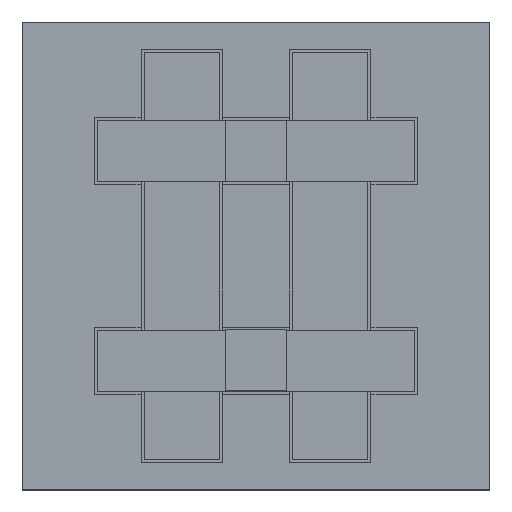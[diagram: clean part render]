
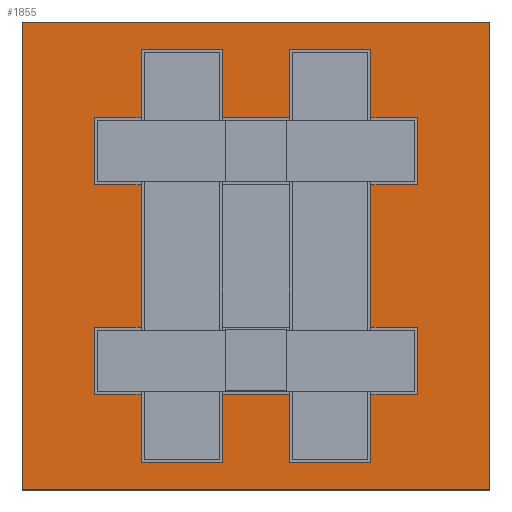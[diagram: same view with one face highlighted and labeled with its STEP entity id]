
A CAD part, top view. The second image highlights one B-rep face of the part: STEP entity #1855.
In plain terms, the highlighted planar face has unit normal (0, 0, 1).
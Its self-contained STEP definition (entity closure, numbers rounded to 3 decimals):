
#23=FACE_BOUND('',#181,.T.);
#77=FACE_OUTER_BOUND('',#180,.T.);
#180=EDGE_LOOP('',(#1423,#1424,#1425,#1426));
#181=EDGE_LOOP('',(#1427,#1428,#1429,#1430,#1431,#1432,#1433,#1434,#1435,
#1436,#1437,#1438,#1439,#1440,#1441,#1442,#1443,#1444,#1445,#1446,#1447,
#1448,#1449,#1450,#1451,#1452,#1453,#1454));
#235=LINE('',#2507,#495);
#239=LINE('',#2514,#499);
#242=LINE('',#2520,#502);
#249=LINE('',#2536,#509);
#253=LINE('',#2543,#513);
#256=LINE('',#2549,#516);
#263=LINE('',#2565,#523);
#267=LINE('',#2572,#527);
#270=LINE('',#2578,#530);
#277=LINE('',#2594,#537);
#281=LINE('',#2601,#541);
#284=LINE('',#2607,#544);
#299=LINE('',#2639,#559);
#307=LINE('',#2656,#567);
#321=LINE('',#2682,#581);
#322=LINE('',#2685,#582);
#326=LINE('',#2691,#586);
#329=LINE('',#2697,#589);
#330=LINE('',#2700,#590);
#334=LINE('',#2706,#594);
#335=LINE('',#2709,#595);
#340=LINE('',#2718,#600);
#346=LINE('',#2729,#606);
#347=LINE('',#2732,#607);
#351=LINE('',#2739,#611);
#353=LINE('',#2742,#613);
#355=LINE('',#2746,#615);
#357=LINE('',#2749,#617);
#361=LINE('',#2759,#621);
#364=LINE('',#2765,#624);
#367=LINE('',#2771,#627);
#370=LINE('',#2775,#630);
#495=VECTOR('',#2036,10.);
#499=VECTOR('',#2042,10.);
#502=VECTOR('',#2047,10.);
#509=VECTOR('',#2060,10.);
#513=VECTOR('',#2066,10.);
#516=VECTOR('',#2071,10.);
#523=VECTOR('',#2084,10.);
#527=VECTOR('',#2090,10.);
#530=VECTOR('',#2095,10.);
#537=VECTOR('',#2108,10.);
#541=VECTOR('',#2114,10.);
#544=VECTOR('',#2119,10.);
#559=VECTOR('',#2144,10.);
#567=VECTOR('',#2158,10.);
#581=VECTOR('',#2180,10.);
#582=VECTOR('',#2183,10.);
#586=VECTOR('',#2189,10.);
#589=VECTOR('',#2194,10.);
#590=VECTOR('',#2197,10.);
#594=VECTOR('',#2203,10.);
#595=VECTOR('',#2206,10.);
#600=VECTOR('',#2213,10.);
#606=VECTOR('',#2225,10.);
#607=VECTOR('',#2228,10.);
#611=VECTOR('',#2236,10.);
#613=VECTOR('',#2240,10.);
#615=VECTOR('',#2246,10.);
#617=VECTOR('',#2250,10.);
#621=VECTOR('',#2258,10.);
#624=VECTOR('',#2263,10.);
#627=VECTOR('',#2268,10.);
#630=VECTOR('',#2273,10.);
#755=VERTEX_POINT('',#2505);
#756=VERTEX_POINT('',#2506);
#758=VERTEX_POINT('',#2513);
#760=VERTEX_POINT('',#2519);
#765=VERTEX_POINT('',#2534);
#766=VERTEX_POINT('',#2535);
#768=VERTEX_POINT('',#2542);
#770=VERTEX_POINT('',#2548);
#775=VERTEX_POINT('',#2563);
#776=VERTEX_POINT('',#2564);
#778=VERTEX_POINT('',#2571);
#780=VERTEX_POINT('',#2577);
#785=VERTEX_POINT('',#2592);
#786=VERTEX_POINT('',#2593);
#788=VERTEX_POINT('',#2600);
#790=VERTEX_POINT('',#2606);
#801=VERTEX_POINT('',#2637);
#802=VERTEX_POINT('',#2638);
#807=VERTEX_POINT('',#2654);
#808=VERTEX_POINT('',#2655);
#816=VERTEX_POINT('',#2680);
#817=VERTEX_POINT('',#2684);
#820=VERTEX_POINT('',#2695);
#821=VERTEX_POINT('',#2699);
#823=VERTEX_POINT('',#2708);
#826=VERTEX_POINT('',#2716);
#828=VERTEX_POINT('',#2727);
#829=VERTEX_POINT('',#2731);
#833=VERTEX_POINT('',#2756);
#834=VERTEX_POINT('',#2758);
#836=VERTEX_POINT('',#2764);
#838=VERTEX_POINT('',#2770);
#923=EDGE_CURVE('',#755,#756,#235,.T.);
#927=EDGE_CURVE('',#758,#755,#239,.T.);
#930=EDGE_CURVE('',#760,#758,#242,.T.);
#937=EDGE_CURVE('',#765,#766,#249,.T.);
#941=EDGE_CURVE('',#768,#765,#253,.T.);
#944=EDGE_CURVE('',#770,#768,#256,.T.);
#951=EDGE_CURVE('',#775,#776,#263,.T.);
#955=EDGE_CURVE('',#778,#775,#267,.T.);
#958=EDGE_CURVE('',#780,#778,#270,.T.);
#965=EDGE_CURVE('',#785,#786,#277,.T.);
#969=EDGE_CURVE('',#788,#785,#281,.T.);
#972=EDGE_CURVE('',#790,#788,#284,.T.);
#987=EDGE_CURVE('',#801,#802,#299,.T.);
#995=EDGE_CURVE('',#807,#808,#307,.T.);
#1009=EDGE_CURVE('',#776,#816,#321,.T.);
#1010=EDGE_CURVE('',#817,#760,#322,.T.);
#1014=EDGE_CURVE('',#756,#780,#326,.T.);
#1017=EDGE_CURVE('',#786,#820,#329,.T.);
#1018=EDGE_CURVE('',#821,#770,#330,.T.);
#1022=EDGE_CURVE('',#766,#790,#334,.T.);
#1023=EDGE_CURVE('',#823,#807,#335,.T.);
#1028=EDGE_CURVE('',#802,#826,#340,.T.);
#1034=EDGE_CURVE('',#808,#828,#346,.T.);
#1035=EDGE_CURVE('',#829,#801,#347,.T.);
#1039=EDGE_CURVE('',#820,#829,#351,.T.);
#1041=EDGE_CURVE('',#828,#821,#353,.T.);
#1043=EDGE_CURVE('',#826,#817,#355,.T.);
#1045=EDGE_CURVE('',#816,#823,#357,.T.);
#1049=EDGE_CURVE('',#834,#833,#361,.T.);
#1052=EDGE_CURVE('',#836,#834,#364,.T.);
#1055=EDGE_CURVE('',#838,#836,#367,.T.);
#1058=EDGE_CURVE('',#833,#838,#370,.T.);
#1423=ORIENTED_EDGE('',*,*,#1058,.T.);
#1424=ORIENTED_EDGE('',*,*,#1055,.T.);
#1425=ORIENTED_EDGE('',*,*,#1052,.T.);
#1426=ORIENTED_EDGE('',*,*,#1049,.T.);
#1427=ORIENTED_EDGE('',*,*,#923,.T.);
#1428=ORIENTED_EDGE('',*,*,#1014,.T.);
#1429=ORIENTED_EDGE('',*,*,#958,.T.);
#1430=ORIENTED_EDGE('',*,*,#955,.T.);
#1431=ORIENTED_EDGE('',*,*,#951,.T.);
#1432=ORIENTED_EDGE('',*,*,#1009,.T.);
#1433=ORIENTED_EDGE('',*,*,#1045,.T.);
#1434=ORIENTED_EDGE('',*,*,#1023,.T.);
#1435=ORIENTED_EDGE('',*,*,#995,.T.);
#1436=ORIENTED_EDGE('',*,*,#1034,.T.);
#1437=ORIENTED_EDGE('',*,*,#1041,.T.);
#1438=ORIENTED_EDGE('',*,*,#1018,.T.);
#1439=ORIENTED_EDGE('',*,*,#944,.T.);
#1440=ORIENTED_EDGE('',*,*,#941,.T.);
#1441=ORIENTED_EDGE('',*,*,#937,.T.);
#1442=ORIENTED_EDGE('',*,*,#1022,.T.);
#1443=ORIENTED_EDGE('',*,*,#972,.T.);
#1444=ORIENTED_EDGE('',*,*,#969,.T.);
#1445=ORIENTED_EDGE('',*,*,#965,.T.);
#1446=ORIENTED_EDGE('',*,*,#1017,.T.);
#1447=ORIENTED_EDGE('',*,*,#1039,.T.);
#1448=ORIENTED_EDGE('',*,*,#1035,.T.);
#1449=ORIENTED_EDGE('',*,*,#987,.T.);
#1450=ORIENTED_EDGE('',*,*,#1028,.T.);
#1451=ORIENTED_EDGE('',*,*,#1043,.T.);
#1452=ORIENTED_EDGE('',*,*,#1010,.T.);
#1453=ORIENTED_EDGE('',*,*,#930,.T.);
#1454=ORIENTED_EDGE('',*,*,#927,.T.);
#1752=PLANE('',#1976);
#1855=ADVANCED_FACE('',(#77,#23),#1752,.T.);
#1976=AXIS2_PLACEMENT_3D('',#2776,#2274,#2275);
#2036=DIRECTION('',(-1.,0.,0.));
#2042=DIRECTION('',(0.,-1.,0.));
#2047=DIRECTION('',(1.,0.,0.));
#2060=DIRECTION('',(1.,0.,0.));
#2066=DIRECTION('',(0.,1.,0.));
#2071=DIRECTION('',(-1.,0.,0.));
#2084=DIRECTION('',(-1.,0.,0.));
#2090=DIRECTION('',(0.,-1.,0.));
#2095=DIRECTION('',(1.,0.,0.));
#2108=DIRECTION('',(1.,0.,0.));
#2114=DIRECTION('',(0.,1.,0.));
#2119=DIRECTION('',(-1.,0.,0.));
#2144=DIRECTION('',(1.,0.,0.));
#2158=DIRECTION('',(-1.,0.,0.));
#2180=DIRECTION('',(0.,-1.,0.));
#2183=DIRECTION('',(0.,-1.,0.));
#2189=DIRECTION('',(0.,-1.,0.));
#2194=DIRECTION('',(0.,1.,0.));
#2197=DIRECTION('',(0.,1.,0.));
#2203=DIRECTION('',(0.,1.,0.));
#2206=DIRECTION('',(0.,1.,0.));
#2213=DIRECTION('',(0.,1.,0.));
#2225=DIRECTION('',(0.,-1.,0.));
#2228=DIRECTION('',(0.,-1.,0.));
#2236=DIRECTION('',(1.,0.,0.));
#2240=DIRECTION('',(-1.,0.,0.));
#2246=DIRECTION('',(1.,0.,0.));
#2250=DIRECTION('',(-1.,0.,0.));
#2258=DIRECTION('',(1.,0.,0.));
#2263=DIRECTION('',(0.,-1.,0.));
#2268=DIRECTION('',(-1.,0.,0.));
#2273=DIRECTION('',(0.,1.,0.));
#2274=DIRECTION('center_axis',(0.,0.,1.));
#2275=DIRECTION('ref_axis',(1.,0.,0.));
#2505=CARTESIAN_POINT('',(-35.5,-80.,50.));
#2506=CARTESIAN_POINT('',(-58.5,-80.,50.));
#2507=CARTESIAN_POINT('',(-75.25,-80.,50.));
#2513=CARTESIAN_POINT('',(-35.5,-47.,50.));
#2514=CARTESIAN_POINT('',(-35.5,-81.,50.));
#2519=CARTESIAN_POINT('',(-58.5,-47.,50.));
#2520=CARTESIAN_POINT('',(-86.75,-47.,50.));
#2534=CARTESIAN_POINT('',(-194.5,-150.,50.));
#2535=CARTESIAN_POINT('',(-171.5,-150.,50.));
#2536=CARTESIAN_POINT('',(-154.75,-150.,50.));
#2542=CARTESIAN_POINT('',(-194.5,-183.,50.));
#2543=CARTESIAN_POINT('',(-194.5,-149.,50.));
#2548=CARTESIAN_POINT('',(-171.5,-183.,50.));
#2549=CARTESIAN_POINT('',(-143.25,-183.,50.));
#2563=CARTESIAN_POINT('',(-35.5,-183.,50.));
#2564=CARTESIAN_POINT('',(-58.5,-183.,50.));
#2565=CARTESIAN_POINT('',(-75.25,-183.,50.));
#2571=CARTESIAN_POINT('',(-35.5,-150.,50.));
#2572=CARTESIAN_POINT('',(-35.5,-132.5,50.));
#2577=CARTESIAN_POINT('',(-58.5,-150.,50.));
#2578=CARTESIAN_POINT('',(-86.75,-150.,50.));
#2592=CARTESIAN_POINT('',(-194.5,-47.,50.));
#2593=CARTESIAN_POINT('',(-171.5,-47.,50.));
#2594=CARTESIAN_POINT('',(-154.75,-47.,50.));
#2600=CARTESIAN_POINT('',(-194.5,-80.,50.));
#2601=CARTESIAN_POINT('',(-194.5,-97.5,50.));
#2606=CARTESIAN_POINT('',(-171.5,-80.,50.));
#2607=CARTESIAN_POINT('',(-143.25,-80.,50.));
#2637=CARTESIAN_POINT('',(-131.5,-47.,50.));
#2638=CARTESIAN_POINT('',(-98.5,-47.,50.));
#2639=CARTESIAN_POINT('',(-123.25,-47.,50.));
#2654=CARTESIAN_POINT('',(-98.5,-183.,50.));
#2655=CARTESIAN_POINT('',(-131.5,-183.,50.));
#2656=CARTESIAN_POINT('',(-106.75,-183.,50.));
#2680=CARTESIAN_POINT('',(-58.5,-216.5,50.));
#2682=CARTESIAN_POINT('',(-58.5,-64.25,50.));
#2684=CARTESIAN_POINT('',(-58.5,-13.5,50.));
#2685=CARTESIAN_POINT('',(-58.5,-64.25,50.));
#2691=CARTESIAN_POINT('',(-58.5,-64.25,50.));
#2695=CARTESIAN_POINT('',(-171.5,-13.5,50.));
#2697=CARTESIAN_POINT('',(-171.5,-165.75,50.));
#2699=CARTESIAN_POINT('',(-171.5,-216.5,50.));
#2700=CARTESIAN_POINT('',(-171.5,-165.75,50.));
#2706=CARTESIAN_POINT('',(-171.5,-165.75,50.));
#2708=CARTESIAN_POINT('',(-98.5,-216.5,50.));
#2709=CARTESIAN_POINT('',(-98.5,-165.75,50.));
#2716=CARTESIAN_POINT('',(-98.5,-13.5,50.));
#2718=CARTESIAN_POINT('',(-98.5,-165.75,50.));
#2727=CARTESIAN_POINT('',(-131.5,-216.5,50.));
#2729=CARTESIAN_POINT('',(-131.5,-64.25,50.));
#2731=CARTESIAN_POINT('',(-131.5,-13.5,50.));
#2732=CARTESIAN_POINT('',(-131.5,-64.25,50.));
#2739=CARTESIAN_POINT('',(-143.25,-13.5,50.));
#2742=CARTESIAN_POINT('',(-123.25,-216.5,50.));
#2746=CARTESIAN_POINT('',(-106.75,-13.5,50.));
#2749=CARTESIAN_POINT('',(-86.75,-216.5,50.));
#2756=CARTESIAN_POINT('',(0.,-230.,50.));
#2758=CARTESIAN_POINT('',(-230.,-230.,50.));
#2759=CARTESIAN_POINT('',(-230.,-230.,50.));
#2764=CARTESIAN_POINT('',(-230.,0.,50.));
#2765=CARTESIAN_POINT('',(-230.,0.,50.));
#2770=CARTESIAN_POINT('',(0.,0.,50.));
#2771=CARTESIAN_POINT('',(0.,0.,50.));
#2775=CARTESIAN_POINT('',(0.,-230.,50.));
#2776=CARTESIAN_POINT('Origin',(-115.,-115.,50.));
